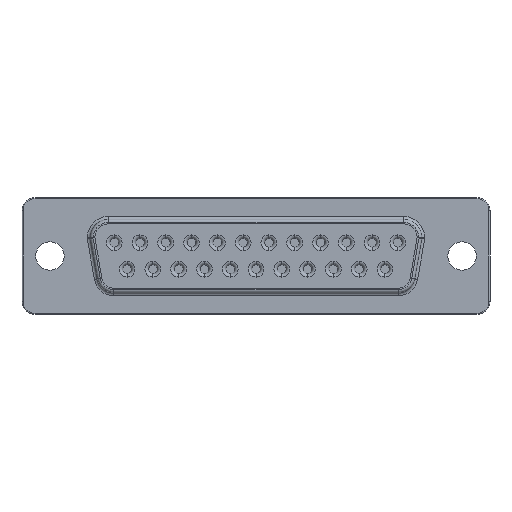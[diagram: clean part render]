
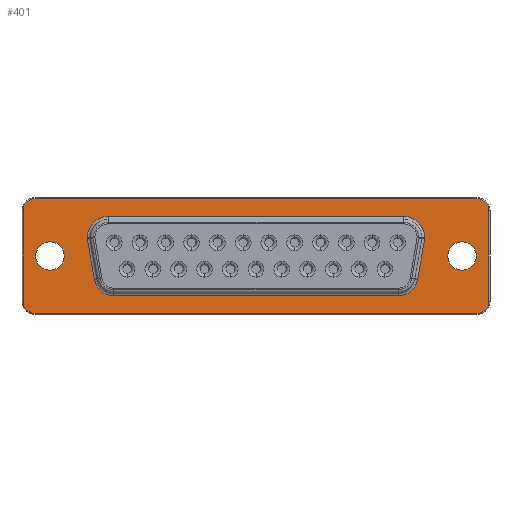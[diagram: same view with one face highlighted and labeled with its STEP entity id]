
A CAD part, front view. The second image highlights one B-rep face of the part: STEP entity #401.
In plain terms, the highlighted planar face has unit normal (0, -1, 0).
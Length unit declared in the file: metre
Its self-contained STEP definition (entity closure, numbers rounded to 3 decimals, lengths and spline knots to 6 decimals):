
#401=ADVANCED_FACE('0:30298',(#885,#886,#887,#888),#889,.F.);
#885=FACE_BOUND('',#1753,.T.);
#886=FACE_BOUND('',#1754,.T.);
#887=FACE_BOUND('',#1755,.T.);
#888=FACE_OUTER_BOUND('',#1756,.T.);
#889=PLANE('',#1757);
#1753=EDGE_LOOP('',(#3458,#3459,#3460,#3461,#3462,#3463,#3464,#3465,#3466,#3467));
#1754=EDGE_LOOP('',(#3468,#3469,#3470));
#1755=EDGE_LOOP('',(#3471,#3472,#3473));
#1756=EDGE_LOOP('',(#3474,#3475,#3476,#3477,#3478,#3479,#3480,#3481));
#1757=AXIS2_PLACEMENT_3D('',#3482,#3483,#3484);
#3458=ORIENTED_EDGE('',*,*,#5209,.T.);
#3459=ORIENTED_EDGE('',*,*,#5210,.T.);
#3460=ORIENTED_EDGE('',*,*,#5211,.T.);
#3461=ORIENTED_EDGE('',*,*,#5212,.T.);
#3462=ORIENTED_EDGE('',*,*,#5213,.T.);
#3463=ORIENTED_EDGE('',*,*,#5214,.T.);
#3464=ORIENTED_EDGE('',*,*,#4980,.T.);
#3465=ORIENTED_EDGE('',*,*,#4984,.T.);
#3466=ORIENTED_EDGE('',*,*,#4988,.T.);
#3467=ORIENTED_EDGE('',*,*,#4991,.T.);
#3468=ORIENTED_EDGE('',*,*,#4899,.T.);
#3469=ORIENTED_EDGE('',*,*,#4975,.T.);
#3470=ORIENTED_EDGE('',*,*,#4900,.T.);
#3471=ORIENTED_EDGE('',*,*,#4781,.F.);
#3472=ORIENTED_EDGE('',*,*,#4780,.F.);
#3473=ORIENTED_EDGE('',*,*,#5215,.F.);
#3474=ORIENTED_EDGE('',*,*,#5206,.T.);
#3475=ORIENTED_EDGE('',*,*,#5067,.T.);
#3476=ORIENTED_EDGE('',*,*,#5070,.T.);
#3477=ORIENTED_EDGE('',*,*,#5073,.T.);
#3478=ORIENTED_EDGE('',*,*,#5216,.T.);
#3479=ORIENTED_EDGE('',*,*,#5217,.T.);
#3480=ORIENTED_EDGE('',*,*,#5218,.T.);
#3481=ORIENTED_EDGE('',*,*,#5219,.T.);
#3482=CARTESIAN_POINT('',(-0.022355,0.0,0.004875));
#3483=DIRECTION('',(-0.0,1.0,0.0));
#3484=DIRECTION('',(1.0,0.0,0.0));
#4780=EDGE_CURVE('0:1924',#7504,#7507,#7508,.T.);
#4781=EDGE_CURVE('0:1924',#7507,#7509,#7510,.T.);
#4899=EDGE_CURVE('0:1927',#7722,#7719,#7723,.T.);
#4900=EDGE_CURVE('0:1927',#7724,#7722,#7725,.T.);
#4975=EDGE_CURVE('0:1927',#7719,#7724,#7835,.T.);
#4980=EDGE_CURVE('0:1981',#7837,#7842,#7844,.T.);
#4984=EDGE_CURVE('0:1954',#7842,#7848,#7850,.T.);
#4988=EDGE_CURVE('0:1957',#7848,#7854,#7856,.T.);
#4991=EDGE_CURVE('0:1960',#7854,#7859,#7861,.T.);
#5067=EDGE_CURVE('0:1951',#7952,#7954,#7956,.F.);
#5070=EDGE_CURVE('0:1930',#7954,#7958,#7960,.F.);
#5073=EDGE_CURVE('0:1933',#7958,#7962,#7964,.F.);
#5206=EDGE_CURVE('0:30885',#8194,#7952,#8195,.F.);
#5209=EDGE_CURVE('0:30868',#7859,#8198,#8199,.T.);
#5210=EDGE_CURVE('0:1966',#8198,#8200,#8201,.T.);
#5211=EDGE_CURVE('0:1969',#8200,#8202,#8203,.T.);
#5212=EDGE_CURVE('0:1972',#8202,#8204,#8205,.T.);
#5213=EDGE_CURVE('0:1975',#8204,#8206,#8207,.T.);
#5214=EDGE_CURVE('0:30875',#8206,#7837,#8208,.T.);
#5215=EDGE_CURVE('0:1924',#7509,#7504,#8209,.T.);
#5216=EDGE_CURVE('0:30898',#7962,#8210,#8211,.F.);
#5217=EDGE_CURVE('0:1939',#8210,#8212,#8213,.F.);
#5218=EDGE_CURVE('0:1942',#8212,#8214,#8215,.F.);
#5219=EDGE_CURVE('0:1945',#8214,#8194,#8216,.F.);
#7504=VERTEX_POINT('',#9005);
#7507=VERTEX_POINT('',#9009);
#7508=CIRCLE('',#9010,0.001525);
#7509=VERTEX_POINT('',#9011);
#7510=CIRCLE('',#9012,0.001525);
#7719=VERTEX_POINT('',#9222);
#7722=VERTEX_POINT('',#9226);
#7723=CIRCLE('',#9227,0.001525);
#7724=VERTEX_POINT('',#9228);
#7725=CIRCLE('',#9229,0.001525);
#7835=CIRCLE('',#9367,0.001525);
#7837=VERTEX_POINT('',#9369);
#7842=VERTEX_POINT('',#9374);
#7844=CIRCLE('',#9376,0.00233);
#7848=VERTEX_POINT('',#9381);
#7850=LINE('',#9383,#9384);
#7854=VERTEX_POINT('',#9389);
#7856=LINE('',#9391,#9392);
#7859=VERTEX_POINT('',#9395);
#7861=CIRCLE('',#9397,0.002119);
#7952=VERTEX_POINT('',#9502);
#7954=VERTEX_POINT('',#9504);
#7956=CIRCLE('',#9506,0.00128);
#7958=VERTEX_POINT('',#9508);
#7960=LINE('',#9510,#9511);
#7962=VERTEX_POINT('',#9513);
#7964=CIRCLE('',#9515,0.00128);
#8194=VERTEX_POINT('',#9768);
#8195=LINE('',#9769,#9770);
#8198=VERTEX_POINT('',#9773);
#8199=LINE('',#9774,#9775);
#8200=VERTEX_POINT('',#9776);
#8201=CIRCLE('',#9777,0.002119);
#8202=VERTEX_POINT('',#9778);
#8203=LINE('',#9779,#9780);
#8204=VERTEX_POINT('',#9781);
#8205=LINE('',#9782,#9783);
#8206=VERTEX_POINT('',#9784);
#8207=CIRCLE('',#9785,0.00233);
#8208=LINE('',#9786,#9787);
#8209=CIRCLE('',#9788,0.001525);
#8210=VERTEX_POINT('',#9789);
#8211=LINE('',#9790,#9791);
#8212=VERTEX_POINT('',#9792);
#8213=CIRCLE('',#9793,0.00128);
#8214=VERTEX_POINT('',#9794);
#8215=LINE('',#9795,#9796);
#8216=CIRCLE('',#9797,0.00128);
#9005=CARTESIAN_POINT('',(-0.02075,0.0,-0.001525));
#9009=CARTESIAN_POINT('',(-0.019225,0.0,0.0));
#9010=AXIS2_PLACEMENT_3D('',#10942,#10943,#10944);
#9011=CARTESIAN_POINT('',(-0.02075,0.0,0.001525));
#9012=AXIS2_PLACEMENT_3D('',#10945,#10946,#10947);
#9222=CARTESIAN_POINT('',(0.02352,0.0,-0.001525));
#9226=CARTESIAN_POINT('',(0.025045,0.0,0.0));
#9227=AXIS2_PLACEMENT_3D('',#11226,#11227,#11228);
#9228=CARTESIAN_POINT('',(0.02352,0.0,0.001525));
#9229=AXIS2_PLACEMENT_3D('',#11229,#11230,#11231);
#9367=AXIS2_PLACEMENT_3D('',#11338,#11339,#11340);
#9369=CARTESIAN_POINT('',(0.017189,0.0,0.004269));
#9374=CARTESIAN_POINT('',(0.019519,0.0,0.001939));
#9376=AXIS2_PLACEMENT_3D('',#11350,#11351,#11352);
#9381=CARTESIAN_POINT('',(0.019519,0.0,0.001874));
#9383=CARTESIAN_POINT('',(0.019519,0.0,0.004875));
#9384=VECTOR('',#11357,1.0);
#9389=CARTESIAN_POINT('',(0.018744,0.0,-0.002518));
#9391=CARTESIAN_POINT('',(0.018686,0.0,-0.00285));
#9392=VECTOR('',#11362,1.0);
#9395=CARTESIAN_POINT('',(0.016658,0.0,-0.004269));
#9397=AXIS2_PLACEMENT_3D('',#11366,#11367,#11368);
#9502=CARTESIAN_POINT('',(0.025125,0.0,-0.006155));
#9504=CARTESIAN_POINT('',(0.026405,0.0,-0.004875));
#9506=AXIS2_PLACEMENT_3D('',#11497,#11498,#11499);
#9508=CARTESIAN_POINT('',(0.026405,0.0,0.004875));
#9510=CARTESIAN_POINT('',(0.026405,0.0,0.004875));
#9511=VECTOR('',#11503,1.0);
#9513=CARTESIAN_POINT('',(0.025125,0.0,0.006155));
#9515=AXIS2_PLACEMENT_3D('',#11507,#11508,#11509);
#9768=CARTESIAN_POINT('',(-0.022355,0.0,-0.006155));
#9769=CARTESIAN_POINT('',(-0.022355,0.0,-0.006155));
#9770=VECTOR('',#11809,1.0);
#9773=CARTESIAN_POINT('',(-0.013888,0.0,-0.004269));
#9774=CARTESIAN_POINT('',(-0.022355,0.0,-0.004269));
#9775=VECTOR('',#11813,1.0);
#9776=CARTESIAN_POINT('',(-0.015974,0.0,-0.002518));
#9777=AXIS2_PLACEMENT_3D('',#11814,#11815,#11816);
#9778=CARTESIAN_POINT('',(-0.016749,0.0,0.001874));
#9779=CARTESIAN_POINT('',(-0.017431,0.0,0.005743));
#9780=VECTOR('',#11817,1.0);
#9781=CARTESIAN_POINT('',(-0.016749,0.0,0.001939));
#9782=CARTESIAN_POINT('',(-0.016749,0.0,0.004875));
#9783=VECTOR('',#11818,1.0);
#9784=CARTESIAN_POINT('',(-0.014419,0.0,0.004269));
#9785=AXIS2_PLACEMENT_3D('',#11819,#11820,#11821);
#9786=CARTESIAN_POINT('',(-0.025125,0.0,0.004269));
#9787=VECTOR('',#11822,1.0);
#9788=AXIS2_PLACEMENT_3D('',#11823,#11824,#11825);
#9789=CARTESIAN_POINT('',(-0.022355,0.0,0.006155));
#9790=CARTESIAN_POINT('',(-0.022355,0.0,0.006155));
#9791=VECTOR('',#11826,1.0);
#9792=CARTESIAN_POINT('',(-0.023635,0.0,0.004875));
#9793=AXIS2_PLACEMENT_3D('',#11827,#11828,#11829);
#9794=CARTESIAN_POINT('',(-0.023635,0.0,-0.004875));
#9795=CARTESIAN_POINT('',(-0.023635,0.0,0.004875));
#9796=VECTOR('',#11830,1.0);
#9797=AXIS2_PLACEMENT_3D('',#11831,#11832,#11833);
#10942=CARTESIAN_POINT('',(-0.02075,0.0,0.0));
#10943=DIRECTION('',(0.0,-1.0,0.0));
#10944=DIRECTION('',(1.0,0.0,0.0));
#10945=CARTESIAN_POINT('',(-0.02075,0.0,0.0));
#10946=DIRECTION('',(0.0,-1.0,0.0));
#10947=DIRECTION('',(1.0,0.0,0.0));
#11226=CARTESIAN_POINT('',(0.02352,0.0,0.0));
#11227=DIRECTION('',(-0.0,1.0,0.0));
#11228=DIRECTION('',(1.0,0.0,0.0));
#11229=CARTESIAN_POINT('',(0.02352,0.0,0.0));
#11230=DIRECTION('',(-0.0,1.0,0.0));
#11231=DIRECTION('',(1.0,0.0,0.0));
#11338=CARTESIAN_POINT('',(0.02352,0.0,0.0));
#11339=DIRECTION('',(-0.0,1.0,0.0));
#11340=DIRECTION('',(1.0,0.0,0.0));
#11350=CARTESIAN_POINT('',(0.017189,0.0,0.001939));
#11351=DIRECTION('',(0.0,1.0,0.0));
#11352=DIRECTION('',(0.0,0.0,1.0));
#11357=DIRECTION('',(0.0,0.0,-1.0));
#11362=DIRECTION('',(-0.174,0.0,-0.985));
#11366=CARTESIAN_POINT('',(0.016658,0.0,-0.00215));
#11367=DIRECTION('',(0.0,1.0,0.0));
#11368=DIRECTION('',(0.0,0.0,1.0));
#11497=CARTESIAN_POINT('',(0.025125,0.0,-0.004875));
#11498=DIRECTION('',(0.0,1.0,0.0));
#11499=DIRECTION('',(0.0,0.0,1.0));
#11503=DIRECTION('',(0.0,0.0,-1.0));
#11507=CARTESIAN_POINT('',(0.025125,0.0,0.004875));
#11508=DIRECTION('',(0.0,1.0,0.0));
#11509=DIRECTION('',(0.0,0.0,1.0));
#11809=DIRECTION('',(-1.0,0.0,0.0));
#11813=DIRECTION('',(-1.0,0.0,0.));
#11814=CARTESIAN_POINT('',(-0.013888,0.0,-0.00215));
#11815=DIRECTION('',(0.0,1.0,0.0));
#11816=DIRECTION('',(0.0,0.0,1.0));
#11817=DIRECTION('',(-0.174,0.0,0.985));
#11818=DIRECTION('',(0.0,0.0,1.0));
#11819=CARTESIAN_POINT('',(-0.014419,0.0,0.001939));
#11820=DIRECTION('',(0.0,1.0,0.0));
#11821=DIRECTION('',(0.0,0.0,1.0));
#11822=DIRECTION('',(1.0,0.0,0.0));
#11823=CARTESIAN_POINT('',(-0.02075,0.0,0.0));
#11824=DIRECTION('',(0.0,-1.0,0.0));
#11825=DIRECTION('',(1.0,0.0,0.0));
#11826=DIRECTION('',(1.0,0.0,0.0));
#11827=CARTESIAN_POINT('',(-0.022355,0.0,0.004875));
#11828=DIRECTION('',(0.0,1.0,0.0));
#11829=DIRECTION('',(0.0,0.0,1.0));
#11830=DIRECTION('',(0.0,0.0,1.0));
#11831=CARTESIAN_POINT('',(-0.022355,0.0,-0.004875));
#11832=DIRECTION('',(0.0,1.0,0.0));
#11833=DIRECTION('',(0.0,0.0,1.0));
